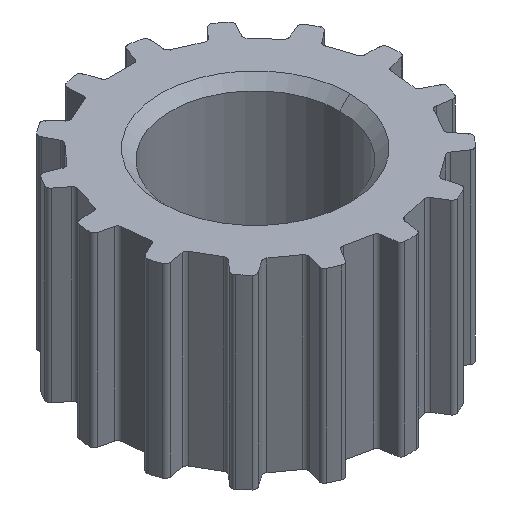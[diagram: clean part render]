
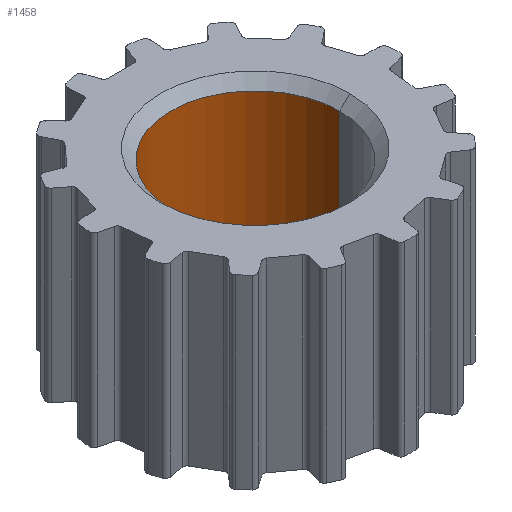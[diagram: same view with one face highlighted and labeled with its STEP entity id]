
A CAD part, isometric view. The second image highlights one B-rep face of the part: STEP entity #1458.
In plain terms, the highlighted cylindrical face has radius 2.5 mm (diameter 5 mm), a partial arc.
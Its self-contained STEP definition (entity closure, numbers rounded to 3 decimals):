
#122 = EDGE_CURVE ( 'NONE', #3708, #3707, #664, .T. ) ;
#123 = EDGE_CURVE ( 'NONE', #3710, #3692, #666, .T. ) ;
#178 = AXIS2_PLACEMENT_3D ( 'NONE', #838, #839, #840 ) ;
#179 = AXIS2_PLACEMENT_3D ( 'NONE', #841, #842, #843 ) ;
#372 = EDGE_LOOP ( 'NONE', ( #3695, #3240, #3239, #3241 ) ) ;
#664 = CIRCLE ( 'NONE', #178, 2.5 ) ;
#666 = CIRCLE ( 'NONE', #179, 2.5 ) ;
#838 = CARTESIAN_POINT ( 'NONE',  ( 0., 0., -1.898 ) ) ;
#839 = DIRECTION ( 'NONE',  ( 0., 0., 1. ) ) ;
#840 = DIRECTION ( 'NONE',  ( 1., 0., 0. ) ) ;
#841 = CARTESIAN_POINT ( 'NONE',  ( 0., 0., 3.002 ) ) ;
#842 = DIRECTION ( 'NONE',  ( 0., 0., 1. ) ) ;
#843 = DIRECTION ( 'NONE',  ( 1., 0., 0. ) ) ;
#1458 = ADVANCED_FACE ( 'NONE', ( #3852 ), #3849, .F. ) ;
#1541 = CARTESIAN_POINT ( 'NONE',  ( -2.5, 0., 0. ) ) ;
#1542 = DIRECTION ( 'NONE',  ( 0., 0., 1. ) ) ;
#1560 = CARTESIAN_POINT ( 'NONE',  ( 2.5, 0., 0. ) ) ;
#1561 = DIRECTION ( 'NONE',  ( 0., 0., 1. ) ) ;
#1775 = AXIS2_PLACEMENT_3D ( 'NONE', #4020, #4021, #4019 ) ;
#2726 = CARTESIAN_POINT ( 'NONE',  ( -2.5, 0., 3.002 ) ) ;
#2728 = CARTESIAN_POINT ( 'NONE',  ( 2.5, 0., -1.898 ) ) ;
#2735 = CARTESIAN_POINT ( 'NONE',  ( 2.5, 0., 3.002 ) ) ;
#2737 = CARTESIAN_POINT ( 'NONE',  ( -2.5, 0., -1.898 ) ) ;
#2872 = LINE ( 'NONE', #1541, #2874 ) ;
#2874 = VECTOR ( 'NONE', #1542, 1000. ) ;
#2880 = LINE ( 'NONE', #1560, #2882 ) ;
#2882 = VECTOR ( 'NONE', #1561, 1000. ) ;
#3239 = ORIENTED_EDGE ( 'NONE', *, *, #4334, .T. ) ;
#3240 = ORIENTED_EDGE ( 'NONE', *, *, #122, .F. ) ;
#3241 = ORIENTED_EDGE ( 'NONE', *, *, #123, .T. ) ;
#3692 = VERTEX_POINT ( 'NONE', #2726 ) ;
#3695 = ORIENTED_EDGE ( 'NONE', *, *, #4327, .F. ) ;
#3707 = VERTEX_POINT ( 'NONE', #2737 ) ;
#3708 = VERTEX_POINT ( 'NONE', #2728 ) ;
#3710 = VERTEX_POINT ( 'NONE', #2735 ) ;
#3849 = CYLINDRICAL_SURFACE ( 'NONE', #1775, 2.5 ) ;
#3852 = FACE_OUTER_BOUND ( 'NONE', #372, .T. ) ;
#4019 = DIRECTION ( 'NONE',  ( 1., 0., 0. ) ) ;
#4020 = CARTESIAN_POINT ( 'NONE',  ( 0., 0., 0. ) ) ;
#4021 = DIRECTION ( 'NONE',  ( 0., 0., 1. ) ) ;
#4327 = EDGE_CURVE ( 'NONE', #3707, #3692, #2872, .T. ) ;
#4334 = EDGE_CURVE ( 'NONE', #3708, #3710, #2880, .T. ) ;
